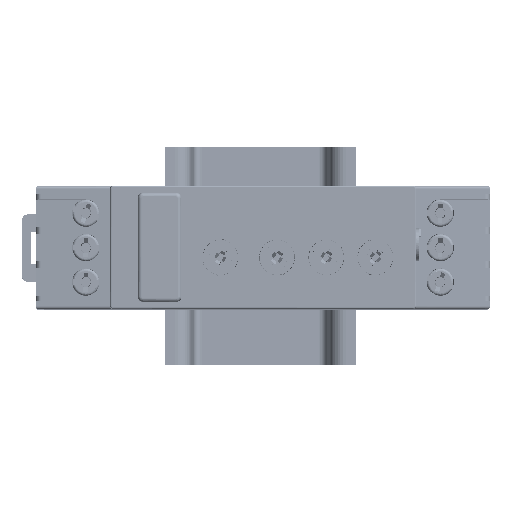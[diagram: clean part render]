
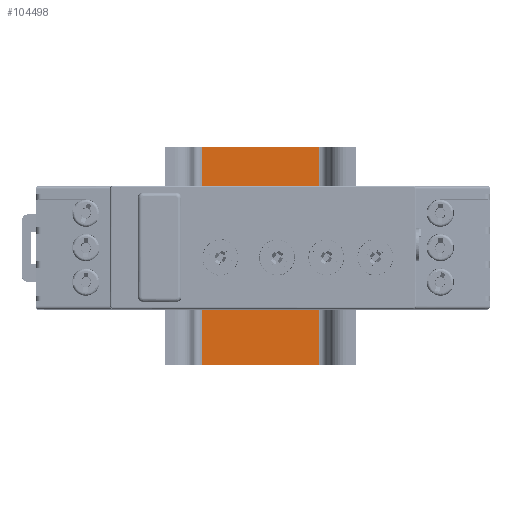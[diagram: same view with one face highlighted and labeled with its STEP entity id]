
A CAD part, top view. The second image highlights one B-rep face of the part: STEP entity #104498.
In plain terms, the highlighted planar face has unit normal (0.001, 0.003, 1).
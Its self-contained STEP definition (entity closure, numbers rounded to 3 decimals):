
#29616=ORIENTED_EDGE('',*,*,#48971,.F.);
#29617=ORIENTED_EDGE('',*,*,#49026,.F.);
#29618=ORIENTED_EDGE('',*,*,#48973,.T.);
#29619=ORIENTED_EDGE('',*,*,#49027,.T.);
#48971=EDGE_CURVE('',#60504,#60501,#71414,.T.);
#48973=EDGE_CURVE('',#60507,#60506,#71415,.T.);
#49026=EDGE_CURVE('',#60507,#60504,#71455,.T.);
#49027=EDGE_CURVE('',#60506,#60501,#71456,.T.);
#60501=VERTEX_POINT('',#203902);
#60504=VERTEX_POINT('',#203907);
#60506=VERTEX_POINT('',#203912);
#60507=VERTEX_POINT('',#203914);
#71414=LINE('',#203908,#81991);
#71415=LINE('',#203913,#81992);
#71455=LINE('',#204018,#82032);
#71456=LINE('',#204019,#82033);
#81991=VECTOR('',#144236,1000.);
#81992=VECTOR('',#144241,1000.);
#82032=VECTOR('',#144343,1000.);
#82033=VECTOR('',#144344,1000.);
#88797=EDGE_LOOP('',(#29616,#29617,#29618,#29619));
#94880=FACE_BOUND('',#88797,.T.);
#99445=PLANE('',#122877);
#104498=ADVANCED_FACE('',(#94880),#99445,.F.);
#122877=AXIS2_PLACEMENT_3D('',#204017,#144341,#144342);
#144236=DIRECTION('',(0.,1.,-0.003));
#144241=DIRECTION('',(0.,1.,-0.003));
#144341=DIRECTION('',(-0.001,-0.003,-1.));
#144342=DIRECTION('',(-1.,0.,0.001));
#144343=DIRECTION('',(-1.,0.,0.001));
#144344=DIRECTION('',(-1.,0.,0.001));
#203902=CARTESIAN_POINT('',(-11.2,13.277,-36.524));
#203907=CARTESIAN_POINT('',(-11.199,-26.723,-36.42));
#203908=CARTESIAN_POINT('',(-11.199,-42.433,-36.378));
#203912=CARTESIAN_POINT('',(10.21,13.277,-36.546));
#203913=CARTESIAN_POINT('',(10.21,-42.433,-36.4));
#203914=CARTESIAN_POINT('',(10.21,-26.723,-36.441));
#204017=CARTESIAN_POINT('',(10.21,-42.433,-36.4));
#204018=CARTESIAN_POINT('',(10.21,-26.723,-36.441));
#204019=CARTESIAN_POINT('',(10.21,13.277,-36.546));
